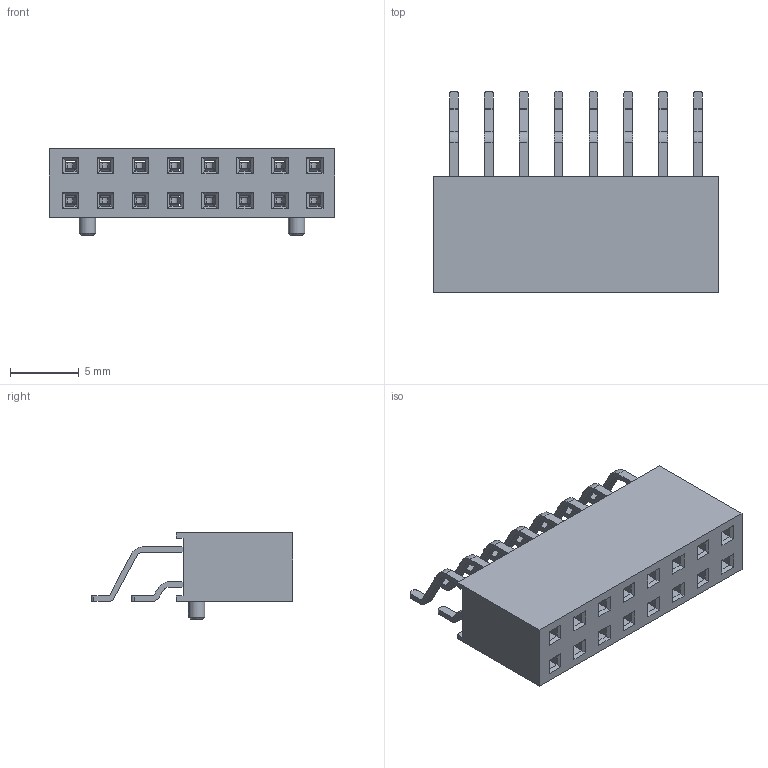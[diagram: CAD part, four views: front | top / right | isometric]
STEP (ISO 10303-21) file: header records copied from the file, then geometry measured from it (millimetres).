
FILE_DESCRIPTION(/* description */ ('Unknown'),/* implementation_level */ '2;1');
FILE_NAME(/* name */ '610116249221',/* time_stamp */ '2016-03-17T10:24:25+01:00',/* author */ ('Unknown'),/* organization */ ('Unknown'),/* preprocessor_version */ 'ST-DEVELOPER v16',/* originating_system */ 'DEX',/* authorisation */ $);
FILE_SCHEMA (('AUTOMOTIVE_DESIGN {1 0 10303 214 3 1 1}'));
Length unit declared in the file: millimetre
Products named in the file (4): 6101xx249221; 610316249221; 6103xx249221_PIN COURTE; 6103xx249221_PIN LONGUE
Assembly tree (17 placements, depth 2):
  6101xx249221
    610316249221
    6103xx249221_PIN COURTE  x8
    6103xx249221_PIN LONGUE  x8
Bounding box: 20.82 x 14.69 x 6.3 mm (x, y, z)
Volume: 762.9 mm3; surface area: 1987.3 mm2
Topology: 17 solids, 17 shells, 992 faces, 2612 edges, 1656 vertices
Faces by surface type: plane 860, cylinder 130, cone 2
Full cylindrical faces by diameter (mm): 1.2 x2
Entity records: 15425 total; most frequent: CARTESIAN_POINT 2610, ORIENTED_EDGE 2580, DIRECTION 2368, EDGE_CURVE 1290, LINE 1224, VECTOR 1224, VERTEX_POINT 814, AXIS2_PLACEMENT_3D 572
